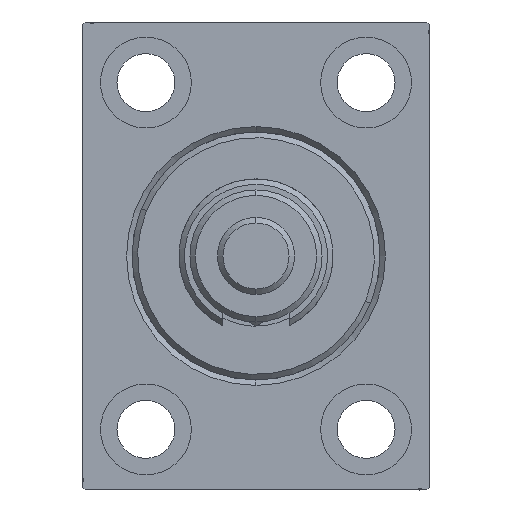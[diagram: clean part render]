
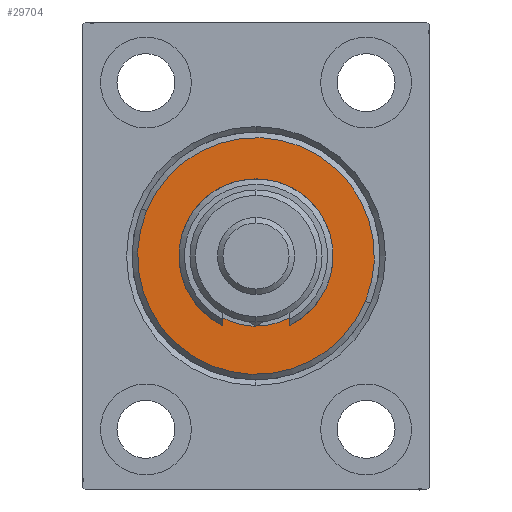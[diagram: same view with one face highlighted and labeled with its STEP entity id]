
A CAD part, left-side view. The second image highlights one B-rep face of the part: STEP entity #29704.
In plain terms, the highlighted face is planar.
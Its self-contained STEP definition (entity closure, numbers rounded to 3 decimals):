
#241 = CIRCLE ( 'NONE', #31461, 21.5 ) ;
#1312 = VERTEX_POINT ( 'NONE', #3679 ) ;
#2240 = AXIS2_PLACEMENT_3D ( 'NONE', #45672, #27952, #34427 ) ;
#3248 = CARTESIAN_POINT ( 'NONE',  ( 3., 0., 0. ) ) ;
#3679 = CARTESIAN_POINT ( 'NONE',  ( 3., 0., -12.75 ) ) ;
#4679 = DIRECTION ( 'NONE',  ( 0., 0., -1. ) ) ;
#5074 = VERTEX_POINT ( 'NONE', #30303 ) ;
#5385 = VERTEX_POINT ( 'NONE', #27778 ) ;
#5632 = AXIS2_PLACEMENT_3D ( 'NONE', #47010, #28123, #9771 ) ;
#5955 = EDGE_LOOP ( 'NONE', ( #18036, #35033 ) ) ;
#6607 = VERTEX_POINT ( 'NONE', #44562 ) ;
#9771 = DIRECTION ( 'NONE',  ( 0., 0., -1. ) ) ;
#9827 = CIRCLE ( 'NONE', #2240, 21.5 ) ;
#14447 = DIRECTION ( 'NONE',  ( -1., 0., 0. ) ) ;
#15182 = CARTESIAN_POINT ( 'NONE',  ( 3., 0., 0. ) ) ;
#18036 = ORIENTED_EDGE ( 'NONE', *, *, #28649, .T. ) ;
#21840 = DIRECTION ( 'NONE',  ( 1., 0., 0. ) ) ;
#25403 = FACE_OUTER_BOUND ( 'NONE', #35982, .T. ) ;
#25623 = EDGE_CURVE ( 'NONE', #6607, #5074, #241, .T. ) ;
#26237 = EDGE_CURVE ( 'NONE', #1312, #5385, #41427, .T. ) ;
#27617 = ORIENTED_EDGE ( 'NONE', *, *, #45953, .T. ) ;
#27778 = CARTESIAN_POINT ( 'NONE',  ( 3., 0., 12.75 ) ) ;
#27952 = DIRECTION ( 'NONE',  ( 1., 0., 0. ) ) ;
#28123 = DIRECTION ( 'NONE',  ( -1., 0., 0. ) ) ;
#28649 = EDGE_CURVE ( 'NONE', #5385, #1312, #41383, .T. ) ;
#28969 = CARTESIAN_POINT ( 'NONE',  ( 3., 0., 0. ) ) ;
#29704 = ADVANCED_FACE ( 'NONE', ( #25403, #39521 ), #35930, .T. ) ;
#30303 = CARTESIAN_POINT ( 'NONE',  ( 3., 0., -21.5 ) ) ;
#31461 = AXIS2_PLACEMENT_3D ( 'NONE', #15182, #44292, #4679 ) ;
#32087 = DIRECTION ( 'NONE',  ( 0., 0., -1. ) ) ;
#32105 = DIRECTION ( 'NONE',  ( 0., 0., -1. ) ) ;
#34427 = DIRECTION ( 'NONE',  ( 0., 0., -1. ) ) ;
#34531 = AXIS2_PLACEMENT_3D ( 'NONE', #3248, #21840, #32105 ) ;
#35033 = ORIENTED_EDGE ( 'NONE', *, *, #26237, .T. ) ;
#35930 = PLANE ( 'NONE',  #34531 ) ;
#35982 = EDGE_LOOP ( 'NONE', ( #39814, #27617 ) ) ;
#39521 = FACE_BOUND ( 'NONE', #5955, .T. ) ;
#39814 = ORIENTED_EDGE ( 'NONE', *, *, #25623, .T. ) ;
#41383 = CIRCLE ( 'NONE', #44426, 12.75 ) ;
#41427 = CIRCLE ( 'NONE', #5632, 12.75 ) ;
#44292 = DIRECTION ( 'NONE',  ( 1., 0., 0. ) ) ;
#44426 = AXIS2_PLACEMENT_3D ( 'NONE', #28969, #14447, #32087 ) ;
#44562 = CARTESIAN_POINT ( 'NONE',  ( 3., 0., 21.5 ) ) ;
#45672 = CARTESIAN_POINT ( 'NONE',  ( 3., 0., 0. ) ) ;
#45953 = EDGE_CURVE ( 'NONE', #5074, #6607, #9827, .T. ) ;
#47010 = CARTESIAN_POINT ( 'NONE',  ( 3., 0., 0. ) ) ;
